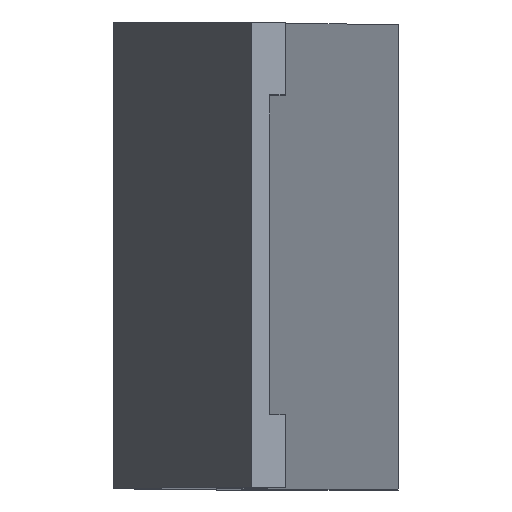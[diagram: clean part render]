
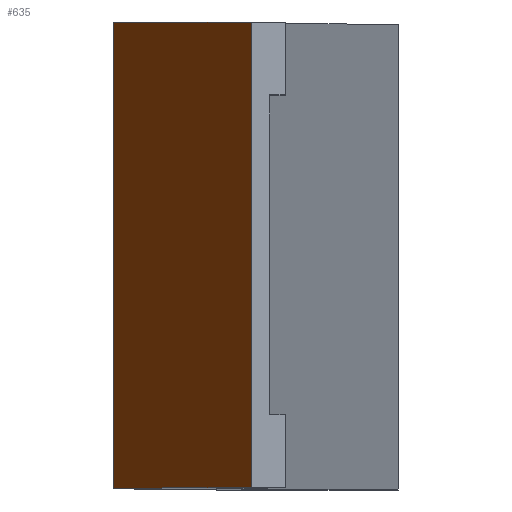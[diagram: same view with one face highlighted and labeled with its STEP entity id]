
A CAD part, top view. The second image highlights one B-rep face of the part: STEP entity #635.
In plain terms, the highlighted planar face has unit normal (-0.906, 0, 0.424).
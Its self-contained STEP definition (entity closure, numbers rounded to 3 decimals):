
#48=FACE_OUTER_BOUND('',#82,.T.);
#82=EDGE_LOOP('',(#542,#543,#544,#545));
#119=LINE('',#919,#204);
#159=LINE('',#1003,#244);
#166=LINE('',#1016,#251);
#167=LINE('',#1018,#252);
#204=VECTOR('',#752,10.);
#244=VECTOR('',#824,10.);
#251=VECTOR('',#835,10.);
#252=VECTOR('',#838,10.);
#280=VERTEX_POINT('',#916);
#281=VERTEX_POINT('',#918);
#309=VERTEX_POINT('',#1001);
#313=VERTEX_POINT('',#1014);
#347=EDGE_CURVE('',#280,#281,#119,.T.);
#389=EDGE_CURVE('',#309,#280,#159,.T.);
#396=EDGE_CURVE('',#309,#313,#166,.T.);
#397=EDGE_CURVE('',#281,#313,#167,.T.);
#542=ORIENTED_EDGE('',*,*,#396,.T.);
#543=ORIENTED_EDGE('',*,*,#397,.F.);
#544=ORIENTED_EDGE('',*,*,#347,.F.);
#545=ORIENTED_EDGE('',*,*,#389,.F.);
#603=PLANE('',#692);
#635=ADVANCED_FACE('',(#48),#603,.T.);
#692=AXIS2_PLACEMENT_3D('',#1017,#836,#837);
#752=DIRECTION('',(0.,1.,0.));
#824=DIRECTION('',(-0.424,0.,-0.906));
#835=DIRECTION('',(0.,1.,0.));
#836=DIRECTION('center_axis',(-0.906,0.,0.424));
#837=DIRECTION('ref_axis',(0.424,0.,0.906));
#838=DIRECTION('',(0.424,0.,0.906));
#916=CARTESIAN_POINT('',(-10.666,-7.5,9.81));
#918=CARTESIAN_POINT('',(-10.666,7.5,9.81));
#919=CARTESIAN_POINT('',(-10.666,0.,9.81));
#1001=CARTESIAN_POINT('',(-6.25,-7.5,19.25));
#1003=CARTESIAN_POINT('',(-10.666,-7.5,9.81));
#1014=CARTESIAN_POINT('',(-6.25,7.5,19.25));
#1016=CARTESIAN_POINT('',(-6.25,0.,19.25));
#1017=CARTESIAN_POINT('Origin',(-10.666,0.,9.81));
#1018=CARTESIAN_POINT('',(-10.666,7.5,9.81));
